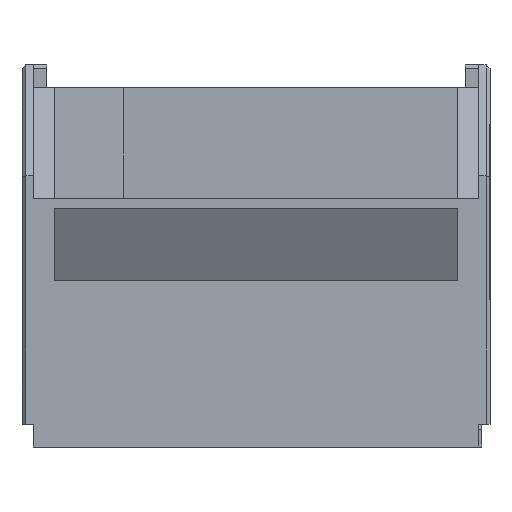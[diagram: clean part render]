
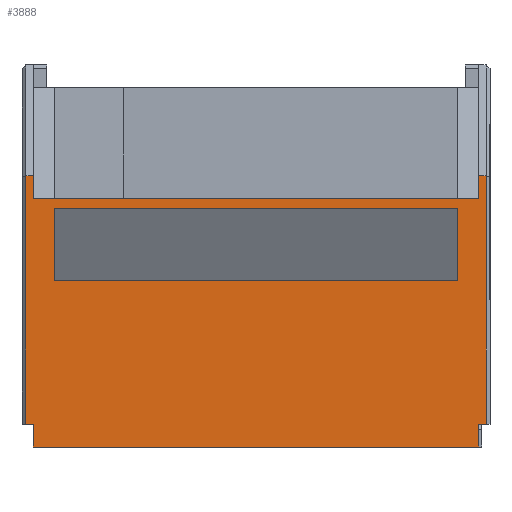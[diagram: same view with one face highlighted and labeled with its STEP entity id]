
A CAD part, front view. The second image highlights one B-rep face of the part: STEP entity #3888.
In plain terms, the highlighted planar face has unit normal (0, -1, 0).
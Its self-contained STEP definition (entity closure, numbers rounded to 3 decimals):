
#48 = LINE ( 'NONE', #2169, #3238 ) ;
#80 = CARTESIAN_POINT ( 'NONE',  ( 60.25, 0., 6. ) ) ;
#143 = CARTESIAN_POINT ( 'NONE',  ( 61.25, 0., 71. ) ) ;
#152 = EDGE_LOOP ( 'NONE', ( #1259, #467, #1249, #1838, #3647, #2966, #2096, #3671, #1487, #987, #1822, #3499 ) ) ;
#159 = DIRECTION ( 'NONE',  ( 0., -1., 0. ) ) ;
#183 = DIRECTION ( 'NONE',  ( -1., 0., 0. ) ) ;
#199 = VERTEX_POINT ( 'NONE', #3904 ) ;
#202 = ORIENTED_EDGE ( 'NONE', *, *, #2558, .T. ) ;
#215 = AXIS2_PLACEMENT_3D ( 'NONE', #1360, #159, #752 ) ;
#234 = CARTESIAN_POINT ( 'NONE',  ( 60.25, 0., 0. ) ) ;
#238 = LINE ( 'NONE', #3539, #856 ) ;
#239 = ORIENTED_EDGE ( 'NONE', *, *, #2504, .T. ) ;
#323 = LINE ( 'NONE', #748, #3553 ) ;
#355 = EDGE_CURVE ( 'NONE', #2250, #2708, #2442, .T. ) ;
#467 = ORIENTED_EDGE ( 'NONE', *, *, #1113, .F. ) ;
#522 = LINE ( 'NONE', #2350, #844 ) ;
#611 = VECTOR ( 'NONE', #1048, 1000. ) ;
#665 = LINE ( 'NONE', #234, #3314 ) ;
#712 = VECTOR ( 'NONE', #2633, 1000. ) ;
#748 = CARTESIAN_POINT ( 'NONE',  ( 61.25, 0., 43.5 ) ) ;
#752 = DIRECTION ( 'NONE',  ( 0., 0., -1. ) ) ;
#757 = VECTOR ( 'NONE', #3824, 1000. ) ;
#821 = EDGE_CURVE ( 'NONE', #3670, #199, #48, .T. ) ;
#844 = VECTOR ( 'NONE', #2037, 1000. ) ;
#856 = VECTOR ( 'NONE', #3850, 1000. ) ;
#945 = VERTEX_POINT ( 'NONE', #1958 ) ;
#980 = CARTESIAN_POINT ( 'NONE',  ( 58.25, 0., 6. ) ) ;
#981 = VERTEX_POINT ( 'NONE', #1620 ) ;
#987 = ORIENTED_EDGE ( 'NONE', *, *, #355, .T. ) ;
#1009 = EDGE_CURVE ( 'NONE', #3866, #981, #3898, .T. ) ;
#1044 = CARTESIAN_POINT ( 'NONE',  ( 61.25, 0., 6. ) ) ;
#1048 = DIRECTION ( 'NONE',  ( 0., 0., -1. ) ) ;
#1071 = LINE ( 'NONE', #3384, #3456 ) ;
#1102 = CARTESIAN_POINT ( 'NONE',  ( 60.25, 0., 71. ) ) ;
#1111 = VECTOR ( 'NONE', #1961, 1000. ) ;
#1113 = EDGE_CURVE ( 'NONE', #199, #1478, #238, .T. ) ;
#1114 = EDGE_CURVE ( 'NONE', #2013, #1635, #1890, .T. ) ;
#1249 = ORIENTED_EDGE ( 'NONE', *, *, #821, .F. ) ;
#1259 = ORIENTED_EDGE ( 'NONE', *, *, #3233, .T. ) ;
#1360 = CARTESIAN_POINT ( 'NONE',  ( 61.25, 0., 0. ) ) ;
#1399 = CARTESIAN_POINT ( 'NONE',  ( -52.75, 0., 0. ) ) ;
#1478 = VERTEX_POINT ( 'NONE', #1628 ) ;
#1487 = ORIENTED_EDGE ( 'NONE', *, *, #3399, .T. ) ;
#1512 = VECTOR ( 'NONE', #3528, 1000. ) ;
#1577 = DIRECTION ( 'NONE',  ( 0., 0., 1. ) ) ;
#1597 = CARTESIAN_POINT ( 'NONE',  ( -60.25, 0., 6. ) ) ;
#1598 = LINE ( 'NONE', #1927, #611 ) ;
#1599 = EDGE_CURVE ( 'NONE', #1951, #2198, #665, .T. ) ;
#1620 = CARTESIAN_POINT ( 'NONE',  ( -52.75, 0., 62.5 ) ) ;
#1621 = VECTOR ( 'NONE', #1577, 1000. ) ;
#1628 = CARTESIAN_POINT ( 'NONE',  ( -58.25, 0., 6. ) ) ;
#1635 = VERTEX_POINT ( 'NONE', #2309 ) ;
#1649 = PLANE ( 'NONE',  #215 ) ;
#1708 = EDGE_CURVE ( 'NONE', #2544, #1951, #3512, .T. ) ;
#1733 = CARTESIAN_POINT ( 'NONE',  ( -58.25, 0., 65. ) ) ;
#1737 = VECTOR ( 'NONE', #3587, 1000. ) ;
#1822 = ORIENTED_EDGE ( 'NONE', *, *, #2755, .T. ) ;
#1838 = ORIENTED_EDGE ( 'NONE', *, *, #3274, .F. ) ;
#1867 = CARTESIAN_POINT ( 'NONE',  ( 52.75, 0., 62.5 ) ) ;
#1890 = LINE ( 'NONE', #3508, #2672 ) ;
#1927 = CARTESIAN_POINT ( 'NONE',  ( 52.75, 0., 0. ) ) ;
#1950 = VERTEX_POINT ( 'NONE', #2503 ) ;
#1951 = VERTEX_POINT ( 'NONE', #80 ) ;
#1952 = DIRECTION ( 'NONE',  ( 0., 0., -1. ) ) ;
#1958 = CARTESIAN_POINT ( 'NONE',  ( -60.25, 0., 71. ) ) ;
#1960 = VERTEX_POINT ( 'NONE', #1597 ) ;
#1961 = DIRECTION ( 'NONE',  ( 1., 0., 0. ) ) ;
#2013 = VERTEX_POINT ( 'NONE', #2545 ) ;
#2014 = CARTESIAN_POINT ( 'NONE',  ( 61.25, 0., 6. ) ) ;
#2037 = DIRECTION ( 'NONE',  ( -1., 0., 0. ) ) ;
#2059 = EDGE_CURVE ( 'NONE', #945, #1960, #2173, .T. ) ;
#2096 = ORIENTED_EDGE ( 'NONE', *, *, #2182, .T. ) ;
#2169 = CARTESIAN_POINT ( 'NONE',  ( 61.25, 0., 0. ) ) ;
#2173 = LINE ( 'NONE', #3221, #1512 ) ;
#2182 = EDGE_CURVE ( 'NONE', #2198, #2013, #522, .T. ) ;
#2198 = VERTEX_POINT ( 'NONE', #1102 ) ;
#2213 = ORIENTED_EDGE ( 'NONE', *, *, #1009, .T. ) ;
#2215 = LINE ( 'NONE', #1044, #1111 ) ;
#2216 = LINE ( 'NONE', #143, #3696 ) ;
#2250 = VERTEX_POINT ( 'NONE', #1733 ) ;
#2309 = CARTESIAN_POINT ( 'NONE',  ( 58.25, 0., 65. ) ) ;
#2315 = DIRECTION ( 'NONE',  ( 0., 0., -1. ) ) ;
#2350 = CARTESIAN_POINT ( 'NONE',  ( 61.25, 0., 71. ) ) ;
#2424 = CARTESIAN_POINT ( 'NONE',  ( 61.25, 0., 65. ) ) ;
#2442 = LINE ( 'NONE', #3397, #1621 ) ;
#2447 = DIRECTION ( 'NONE',  ( 0., 0., 1. ) ) ;
#2448 = CARTESIAN_POINT ( 'NONE',  ( 58.25, 0., 0. ) ) ;
#2503 = CARTESIAN_POINT ( 'NONE',  ( 52.75, 0., 43.5 ) ) ;
#2504 = EDGE_CURVE ( 'NONE', #981, #2516, #1071, .T. ) ;
#2516 = VERTEX_POINT ( 'NONE', #1867 ) ;
#2544 = VERTEX_POINT ( 'NONE', #980 ) ;
#2545 = CARTESIAN_POINT ( 'NONE',  ( 58.25, 0., 71. ) ) ;
#2557 = LINE ( 'NONE', #2424, #1737 ) ;
#2558 = EDGE_CURVE ( 'NONE', #1950, #3866, #323, .T. ) ;
#2586 = EDGE_CURVE ( 'NONE', #2516, #1950, #1598, .T. ) ;
#2633 = DIRECTION ( 'NONE',  ( 1., 0., 0. ) ) ;
#2638 = CARTESIAN_POINT ( 'NONE',  ( -58.25, 0., 71. ) ) ;
#2672 = VECTOR ( 'NONE', #2315, 1000. ) ;
#2708 = VERTEX_POINT ( 'NONE', #2638 ) ;
#2755 = EDGE_CURVE ( 'NONE', #2708, #945, #2216, .T. ) ;
#2783 = LINE ( 'NONE', #3158, #3644 ) ;
#2966 = ORIENTED_EDGE ( 'NONE', *, *, #1599, .T. ) ;
#3158 = CARTESIAN_POINT ( 'NONE',  ( 58.25, 0., 0. ) ) ;
#3221 = CARTESIAN_POINT ( 'NONE',  ( -60.25, 0., 0. ) ) ;
#3233 = EDGE_CURVE ( 'NONE', #1960, #1478, #2215, .T. ) ;
#3238 = VECTOR ( 'NONE', #3385, 1000. ) ;
#3274 = EDGE_CURVE ( 'NONE', #2544, #3670, #2783, .T. ) ;
#3296 = FACE_OUTER_BOUND ( 'NONE', #152, .T. ) ;
#3314 = VECTOR ( 'NONE', #2447, 1000. ) ;
#3320 = EDGE_LOOP ( 'NONE', ( #239, #3516, #202, #2213 ) ) ;
#3371 = DIRECTION ( 'NONE',  ( 1., 0., 0. ) ) ;
#3384 = CARTESIAN_POINT ( 'NONE',  ( 61.25, 0., 62.5 ) ) ;
#3385 = DIRECTION ( 'NONE',  ( -1., 0., 0. ) ) ;
#3397 = CARTESIAN_POINT ( 'NONE',  ( -58.25, 0., 0. ) ) ;
#3399 = EDGE_CURVE ( 'NONE', #1635, #2250, #2557, .T. ) ;
#3439 = FACE_BOUND ( 'NONE', #3320, .T. ) ;
#3456 = VECTOR ( 'NONE', #3371, 1000. ) ;
#3499 = ORIENTED_EDGE ( 'NONE', *, *, #2059, .T. ) ;
#3508 = CARTESIAN_POINT ( 'NONE',  ( 58.25, 0., 0. ) ) ;
#3511 = CARTESIAN_POINT ( 'NONE',  ( -52.75, 0., 43.5 ) ) ;
#3512 = LINE ( 'NONE', #2014, #712 ) ;
#3516 = ORIENTED_EDGE ( 'NONE', *, *, #2586, .T. ) ;
#3528 = DIRECTION ( 'NONE',  ( 0., 0., -1. ) ) ;
#3539 = CARTESIAN_POINT ( 'NONE',  ( -58.25, 0., 6. ) ) ;
#3553 = VECTOR ( 'NONE', #3732, 1000. ) ;
#3587 = DIRECTION ( 'NONE',  ( -1., 0., 0. ) ) ;
#3644 = VECTOR ( 'NONE', #1952, 1000. ) ;
#3647 = ORIENTED_EDGE ( 'NONE', *, *, #1708, .T. ) ;
#3670 = VERTEX_POINT ( 'NONE', #2448 ) ;
#3671 = ORIENTED_EDGE ( 'NONE', *, *, #1114, .T. ) ;
#3696 = VECTOR ( 'NONE', #183, 1000. ) ;
#3732 = DIRECTION ( 'NONE',  ( -1., 0., 0. ) ) ;
#3824 = DIRECTION ( 'NONE',  ( 0., 0., 1. ) ) ;
#3850 = DIRECTION ( 'NONE',  ( 0., 0., 1. ) ) ;
#3866 = VERTEX_POINT ( 'NONE', #3511 ) ;
#3888 = ADVANCED_FACE ( 'NONE', ( #3439, #3296 ), #1649, .T. ) ;
#3898 = LINE ( 'NONE', #1399, #757 ) ;
#3904 = CARTESIAN_POINT ( 'NONE',  ( -58.25, 0., 0. ) ) ;
